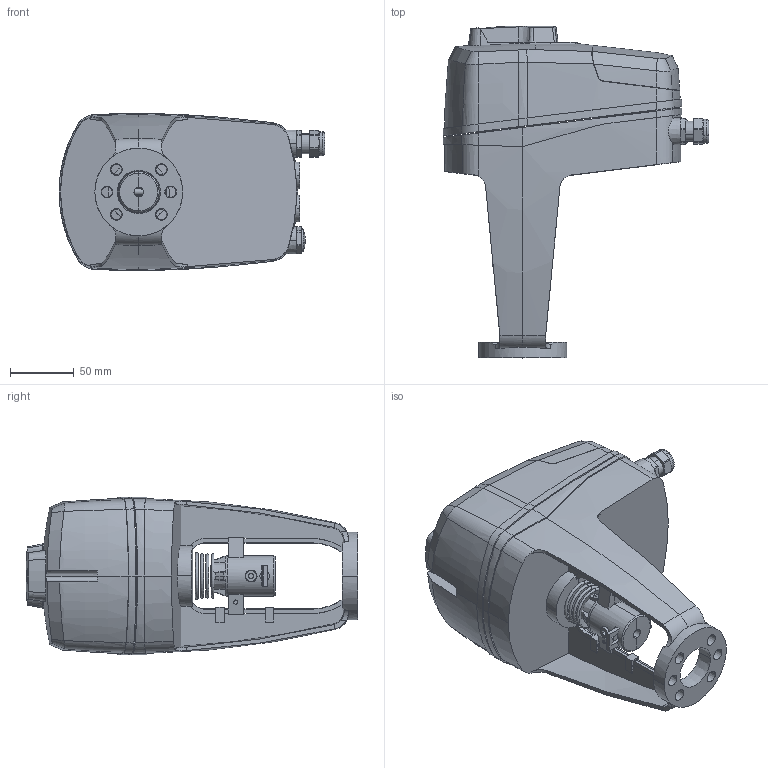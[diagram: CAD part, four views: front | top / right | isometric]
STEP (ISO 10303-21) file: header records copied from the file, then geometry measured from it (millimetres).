
FILE_DESCRIPTION (( 'STEP AP203' ), '1' );
FILE_NAME ('Pogon TA-SLIDER 750,1250.step', '2017-03-15T10:04:48', ( '' ), ( '' ), 'SwSTEP 2.0', 'SolidWorks 2015', '' );
FILE_SCHEMA (( 'CONFIG_CONTROL_DESIGN' ));
Length unit declared in the file: millimetre
Products named in the file (1): Pogon TA-SLIDER 750,1250
Bounding box: 208.7 x 260.87 x 124 mm (x, y, z)
Surface area: 195696.1 mm2 (no closed solid volume)
Topology: 0 solids, 23 shells, 480 faces, 1550 edges, 1071 vertices
Faces by surface type: plane 182, cone 107, cylinder 75, torus 66, bspline 48, sphere 2
Entity records: 20732 total; most frequent: CARTESIAN_POINT 8053, ORIENTED_EDGE 2647, DIRECTION 2377, EDGE_CURVE 1550, VERTEX_POINT 1071, AXIS2_PLACEMENT_3D 878, VECTOR 621, LINE 621
